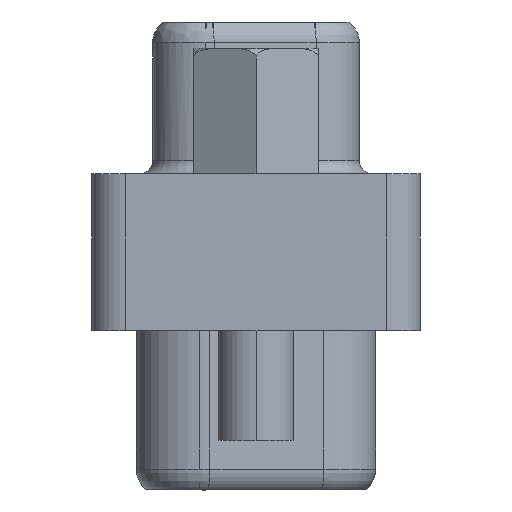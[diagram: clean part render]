
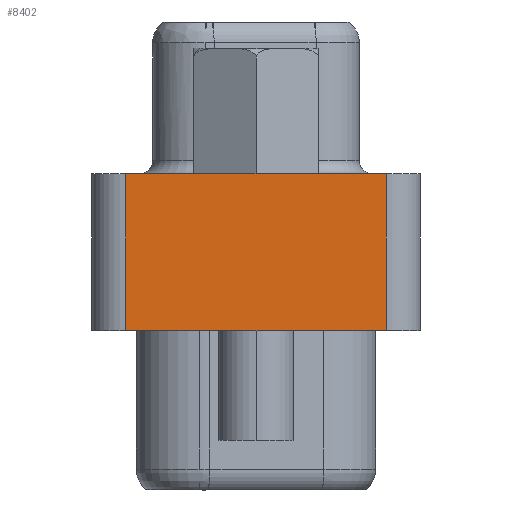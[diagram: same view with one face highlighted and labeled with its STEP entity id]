
A CAD part, left-side view. The second image highlights one B-rep face of the part: STEP entity #8402.
In plain terms, the highlighted planar face has unit normal (-1, 0, 0).
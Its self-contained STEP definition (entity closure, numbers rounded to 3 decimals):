
#8375=AXIS2_PLACEMENT_3D('Plane Axis2P3D',#8372,#8373,#8374) ;
#8187=CARTESIAN_POINT('Line Origine',(0.,6.275,12.1)) ;
#8191=CARTESIAN_POINT('Vertex',(0.,1.3,12.1)) ;
#8193=CARTESIAN_POINT('Vertex',(0.,11.25,12.1)) ;
#8372=CARTESIAN_POINT('Axis2P3D Location',(0.,6.275,11.9)) ;
#8377=CARTESIAN_POINT('Line Origine',(0.,11.25,9.1)) ;
#8381=CARTESIAN_POINT('Vertex',(0.,11.25,6.1)) ;
#8384=CARTESIAN_POINT('Line Origine',(0.,6.275,6.1)) ;
#8388=CARTESIAN_POINT('Vertex',(0.,1.3,6.1)) ;
#8391=CARTESIAN_POINT('Line Origine',(0.,1.3,9.1)) ;
#8188=DIRECTION('Vector Direction',(0.,1.,0.)) ;
#8373=DIRECTION('Axis2P3D Direction',(-1.,0.,0.)) ;
#8374=DIRECTION('Axis2P3D XDirection',(0.,-1.,0.)) ;
#8378=DIRECTION('Vector Direction',(0.,0.,-1.)) ;
#8385=DIRECTION('Vector Direction',(0.,1.,0.)) ;
#8392=DIRECTION('Vector Direction',(0.,0.,-1.)) ;
#8189=VECTOR('Line Direction',#8188,1.) ;
#8379=VECTOR('Line Direction',#8378,1.) ;
#8386=VECTOR('Line Direction',#8385,1.) ;
#8393=VECTOR('Line Direction',#8392,1.) ;
#8397=ORIENTED_EDGE('',*,*,#8195,.T.) ;
#8398=ORIENTED_EDGE('',*,*,#8383,.T.) ;
#8399=ORIENTED_EDGE('',*,*,#8390,.F.) ;
#8400=ORIENTED_EDGE('',*,*,#8395,.F.) ;
#8402=ADVANCED_FACE('1450890000.1\\6\\BREP_WITH_VOIDS #36904',(#8401),#8376,.T.) ;
#8195=EDGE_CURVE('',#8192,#8194,#8190,.T.) ;
#8383=EDGE_CURVE('',#8194,#8382,#8380,.T.) ;
#8390=EDGE_CURVE('',#8389,#8382,#8387,.T.) ;
#8395=EDGE_CURVE('',#8192,#8389,#8394,.T.) ;
#8396=EDGE_LOOP('',(#8397,#8398,#8399,#8400)) ;
#8401=FACE_OUTER_BOUND('',#8396,.T.) ;
#8190=LINE('Line',#8187,#8189) ;
#8380=LINE('Line',#8377,#8379) ;
#8387=LINE('Line',#8384,#8386) ;
#8394=LINE('Line',#8391,#8393) ;
#8376=PLANE('',#8375) ;
#8192=VERTEX_POINT('',#8191) ;
#8194=VERTEX_POINT('',#8193) ;
#8382=VERTEX_POINT('',#8381) ;
#8389=VERTEX_POINT('',#8388) ;
